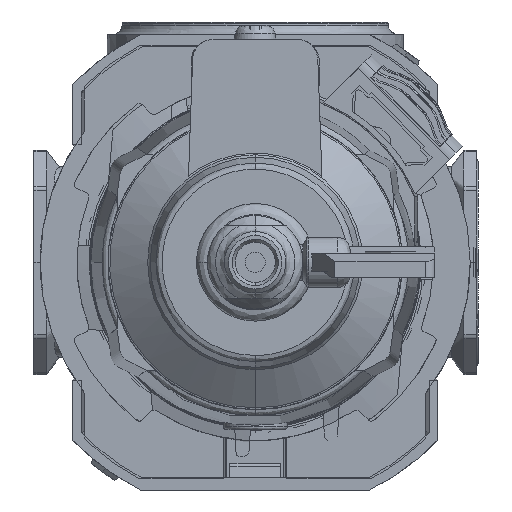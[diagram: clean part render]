
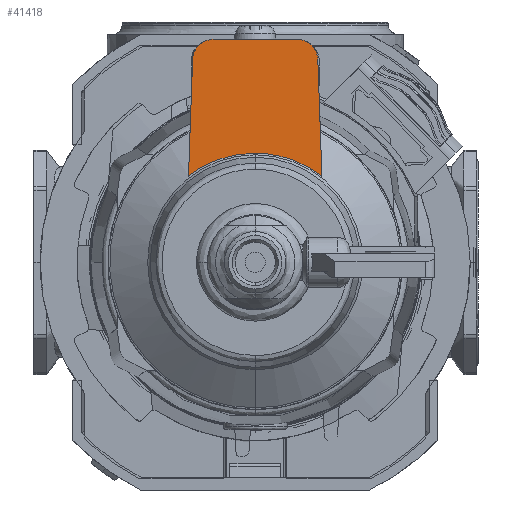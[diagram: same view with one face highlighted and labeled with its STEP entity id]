
A CAD part, front view. The second image highlights one B-rep face of the part: STEP entity #41418.
In plain terms, the highlighted planar face has unit normal (0, -1, 0).
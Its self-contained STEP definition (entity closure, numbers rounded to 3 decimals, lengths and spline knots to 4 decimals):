
#768 = CARTESIAN_POINT ( 'NONE',  ( 0.1489, -4.1583, 0.6666 ) ) ;
#1627 = VERTEX_POINT ( 'NONE', #9944 ) ;
#2341 = DIRECTION ( 'NONE',  ( 0., 1., 0. ) ) ;
#2365 = EDGE_CURVE ( 'NONE', #84761, #3759, #90971, .T. ) ;
#2862 = EDGE_CURVE ( 'NONE', #70691, #29345, #93196, .T. ) ;
#2885 = EDGE_CURVE ( 'NONE', #58773, #84761, #12961, .T. ) ;
#3017 = DIRECTION ( 'NONE',  ( 0.035, 0., -0.999 ) ) ;
#3759 = VERTEX_POINT ( 'NONE', #50212 ) ;
#3829 = ORIENTED_EDGE ( 'NONE', *, *, #25754, .F. ) ;
#8056 = CARTESIAN_POINT ( 'NONE',  ( 0., -4.1583, 0.679 ) ) ;
#8613 = ORIENTED_EDGE ( 'NONE', *, *, #60951, .F. ) ;
#8622 = CARTESIAN_POINT ( 'NONE',  ( -0.0744, -4.1583, 0.679 ) ) ;
#9944 = CARTESIAN_POINT ( 'NONE',  ( 0., -4.1583, 0.679 ) ) ;
#12961 = LINE ( 'NONE', #86611, #81250 ) ;
#13397 = AXIS2_PLACEMENT_3D ( 'NONE', #38713, #2341, #61917 ) ;
#15691 = EDGE_CURVE ( 'NONE', #29345, #91395, #39821, .T. ) ;
#16356 = CARTESIAN_POINT ( 'NONE',  ( -0.1489, -4.1583, 0.6666 ) ) ;
#16867 = CARTESIAN_POINT ( 'NONE',  ( -0.3562, -4.1583, 0.5828 ) ) ;
#17597 = CARTESIAN_POINT ( 'NONE',  ( 0.3897, -4.1583, 1.2643 ) ) ;
#18787 = CARTESIAN_POINT ( 'NONE',  ( 0.2619, -4.1583, 1.3878 ) ) ;
#19568 = ORIENTED_EDGE ( 'NONE', *, *, #2862, .F. ) ;
#24763 = CARTESIAN_POINT ( 'NONE',  ( -0.3892, -4.1583, 1.2807 ) ) ;
#25416 = B_SPLINE_CURVE_WITH_KNOTS ( 'NONE', 3,
 ( #53535, #75354, #45346, #768, #60804, #8056 ),
 .UNSPECIFIED., .F., .F.,
 ( 4, 2, 4 ),
 ( 0., 0.25, 0.5 ),
 .UNSPECIFIED. ) ;
#25677 = EDGE_LOOP ( 'NONE', ( #8613, #78831, #19568, #3829, #38079, #34134, #53256 ) ) ;
#25754 = EDGE_CURVE ( 'NONE', #3759, #70691, #53799, .T. ) ;
#27001 = CARTESIAN_POINT ( 'NONE',  ( 0.2946, -4.1583, 1.3846 ) ) ;
#29345 = VERTEX_POINT ( 'NONE', #17597 ) ;
#34134 = ORIENTED_EDGE ( 'NONE', *, *, #2885, .F. ) ;
#34341 = CARTESIAN_POINT ( 'NONE',  ( -0.3897, -4.1583, 1.2643 ) ) ;
#37850 = CARTESIAN_POINT ( 'NONE',  ( -0.2619, -4.1583, 1.3878 ) ) ;
#38079 = ORIENTED_EDGE ( 'NONE', *, *, #2365, .F. ) ;
#38181 = CARTESIAN_POINT ( 'NONE',  ( -0.2898, -4.1583, 0.6185 ) ) ;
#38713 = CARTESIAN_POINT ( 'NONE',  ( -0.2619, -4.1583, 1.2598 ) ) ;
#38812 = CARTESIAN_POINT ( 'NONE',  ( -0.3897, -4.1583, 1.2643 ) ) ;
#39821 = LINE ( 'NONE', #77116, #44027 ) ;
#40612 = FACE_OUTER_BOUND ( 'NONE', #25677, .T. ) ;
#41057 = CARTESIAN_POINT ( 'NONE',  ( 0.325, -4.1583, 1.3723 ) ) ;
#41418 = ADVANCED_FACE ( 'NONE', ( #40612 ), #62838, .F. ) ;
#42050 = CARTESIAN_POINT ( 'NONE',  ( 0.3897, -4.1583, 1.2643 ) ) ;
#44027 = VECTOR ( 'NONE', #3017, 39.3701 ) ;
#45346 = CARTESIAN_POINT ( 'NONE',  ( 0.2898, -4.1583, 0.6185 ) ) ;
#47479 = CARTESIAN_POINT ( 'NONE',  ( -0.3721, -4.1583, 1.3268 ) ) ;
#49312 = CARTESIAN_POINT ( 'NONE',  ( 0.3854, -4.1583, 1.2969 ) ) ;
#50212 = CARTESIAN_POINT ( 'NONE',  ( -0.2619, -4.1583, 1.3878 ) ) ;
#53256 = ORIENTED_EDGE ( 'NONE', *, *, #60647, .F. ) ;
#53535 = CARTESIAN_POINT ( 'NONE',  ( 0.4151, -4.1583, 0.5373 ) ) ;
#53799 = LINE ( 'NONE', #37850, #70916 ) ;
#56513 = DIRECTION ( 'NONE',  ( 0.035, 0., 0.999 ) ) ;
#56590 = B_SPLINE_CURVE_WITH_KNOTS ( 'NONE', 3,
 ( #82740, #8622, #16356, #38181, #16867, #91443 ),
 .UNSPECIFIED., .F., .F.,
 ( 4, 2, 4 ),
 ( 0.5, 0.75, 1. ),
 .UNSPECIFIED. ) ;
#58773 = VERTEX_POINT ( 'NONE', #85707 ) ;
#60647 = EDGE_CURVE ( 'NONE', #1627, #58773, #56590, .T. ) ;
#60804 = CARTESIAN_POINT ( 'NONE',  ( 0.0744, -4.1583, 0.679 ) ) ;
#60951 = EDGE_CURVE ( 'NONE', #91395, #1627, #25416, .T. ) ;
#61917 = DIRECTION ( 'NONE',  ( 0., 0., 1. ) ) ;
#62471 = CARTESIAN_POINT ( 'NONE',  ( -0.3854, -4.1583, 1.2969 ) ) ;
#62838 = PLANE ( 'NONE',  #13397 ) ;
#67622 = CARTESIAN_POINT ( 'NONE',  ( 0.4151, -4.1583, 0.5373 ) ) ;
#67994 = CARTESIAN_POINT ( 'NONE',  ( 0.2619, -4.1583, 1.3878 ) ) ;
#68341 = CARTESIAN_POINT ( 'NONE',  ( -0.2782, -4.1583, 1.3878 ) ) ;
#68351 = DIRECTION ( 'NONE',  ( 1., 0., 0. ) ) ;
#70588 = CARTESIAN_POINT ( 'NONE',  ( 0.3892, -4.1583, 1.2807 ) ) ;
#70691 = VERTEX_POINT ( 'NONE', #67994 ) ;
#70916 = VECTOR ( 'NONE', #68351, 39.3701 ) ;
#71577 = CARTESIAN_POINT ( 'NONE',  ( 0.339, -4.1583, 1.3633 ) ) ;
#75354 = CARTESIAN_POINT ( 'NONE',  ( 0.3562, -4.1583, 0.5828 ) ) ;
#75624 = CARTESIAN_POINT ( 'NONE',  ( -0.2946, -4.1583, 1.3846 ) ) ;
#77116 = CARTESIAN_POINT ( 'NONE',  ( 0.3897, -4.1583, 1.2643 ) ) ;
#78360 = CARTESIAN_POINT ( 'NONE',  ( 0.3625, -4.1583, 1.3405 ) ) ;
#78831 = ORIENTED_EDGE ( 'NONE', *, *, #15691, .F. ) ;
#81250 = VECTOR ( 'NONE', #56513, 39.3701 ) ;
#82740 = CARTESIAN_POINT ( 'NONE',  ( 0., -4.1583, 0.679 ) ) ;
#83837 = CARTESIAN_POINT ( 'NONE',  ( -0.339, -4.1583, 1.3633 ) ) ;
#84297 = CARTESIAN_POINT ( 'NONE',  ( -0.325, -4.1583, 1.3723 ) ) ;
#84761 = VERTEX_POINT ( 'NONE', #34341 ) ;
#85707 = CARTESIAN_POINT ( 'NONE',  ( -0.4151, -4.1583, 0.5373 ) ) ;
#86090 = CARTESIAN_POINT ( 'NONE',  ( 0.3721, -4.1583, 1.3268 ) ) ;
#86611 = CARTESIAN_POINT ( 'NONE',  ( -0.4198, -4.1583, 0.4035 ) ) ;
#90142 = CARTESIAN_POINT ( 'NONE',  ( -0.3625, -4.1583, 1.3405 ) ) ;
#90971 = B_SPLINE_CURVE_WITH_KNOTS ( 'NONE', 3,
 ( #38812, #24763, #62471, #47479, #90142, #83837, #84297, #75624, #68341, #92027 ),
 .UNSPECIFIED., .F., .F.,
 ( 4, 2, 2, 2, 4 ),
 ( 0., 0.25, 0.5, 0.75, 1. ),
 .UNSPECIFIED. ) ;
#91395 = VERTEX_POINT ( 'NONE', #67622 ) ;
#91443 = CARTESIAN_POINT ( 'NONE',  ( -0.4151, -4.1583, 0.5373 ) ) ;
#92027 = CARTESIAN_POINT ( 'NONE',  ( -0.2619, -4.1583, 1.3878 ) ) ;
#92382 = CARTESIAN_POINT ( 'NONE',  ( 0.2782, -4.1583, 1.3878 ) ) ;
#93196 = B_SPLINE_CURVE_WITH_KNOTS ( 'NONE', 3,
 ( #18787, #92382, #27001, #41057, #71577, #78360, #86090, #49312, #70588, #42050 ),
 .UNSPECIFIED., .F., .F.,
 ( 4, 2, 2, 2, 4 ),
 ( 0., 0.25, 0.5, 0.75, 1. ),
 .UNSPECIFIED. ) ;
